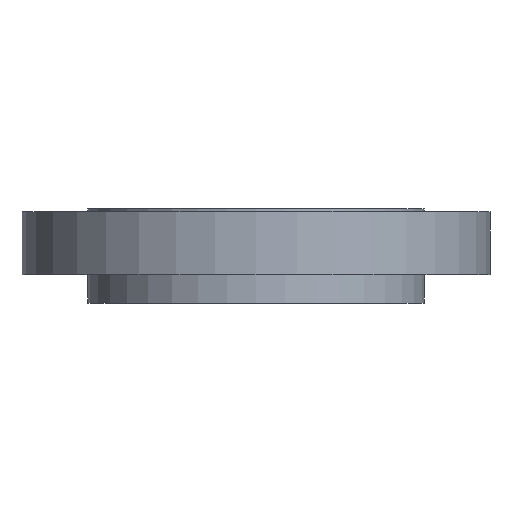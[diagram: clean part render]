
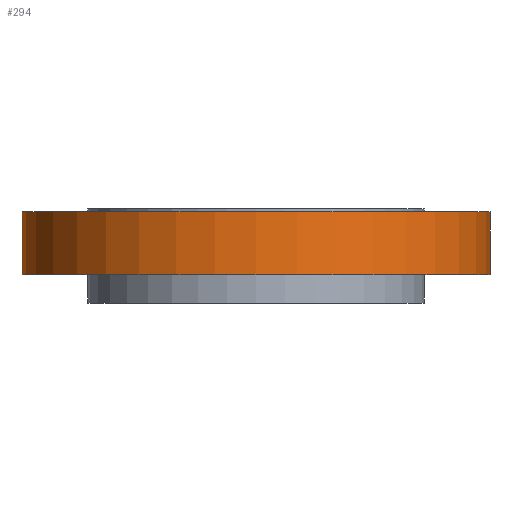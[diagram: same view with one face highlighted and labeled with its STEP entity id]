
A CAD part, front view. The second image highlights one B-rep face of the part: STEP entity #294.
In plain terms, the highlighted cylindrical face has radius 520.7 mm (diameter 1041.4 mm), a partial arc.
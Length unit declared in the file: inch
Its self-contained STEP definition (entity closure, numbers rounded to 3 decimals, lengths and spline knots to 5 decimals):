
#114 = CIRCLE ( 'NONE', #1430, 20.5 ) ;
#151 = VERTEX_POINT ( 'NONE', #1494 ) ;
#205 = DIRECTION ( 'NONE',  ( 1., 0., 0. ) ) ;
#219 = EDGE_CURVE ( 'NONE', #151, #1384, #1104, .T. ) ;
#234 = ORIENTED_EDGE ( 'NONE', *, *, #1552, .T. ) ;
#292 = EDGE_LOOP ( 'NONE', ( #1648, #1231, #234, #448 ) ) ;
#294 = ADVANCED_FACE ( 'NONE', ( #679 ), #367, .T. ) ;
#367 = CYLINDRICAL_SURFACE ( 'NONE', #486, 20.5 ) ;
#402 = CARTESIAN_POINT ( 'NONE',  ( -20.5, 0., -0.25 ) ) ;
#448 = ORIENTED_EDGE ( 'NONE', *, *, #1752, .F. ) ;
#486 = AXIS2_PLACEMENT_3D ( 'NONE', #1253, #1838, #205 ) ;
#534 = DIRECTION ( 'NONE',  ( 1., 0., 0. ) ) ;
#554 = VECTOR ( 'NONE', #1693, 39.37008 ) ;
#668 = CARTESIAN_POINT ( 'NONE',  ( 20.5, 0., -5.75 ) ) ;
#679 = FACE_OUTER_BOUND ( 'NONE', #292, .T. ) ;
#918 = CARTESIAN_POINT ( 'NONE',  ( 20.5, 0., -0.25 ) ) ;
#926 = EDGE_CURVE ( 'NONE', #944, #151, #1125, .T. ) ;
#928 = CARTESIAN_POINT ( 'NONE',  ( -20.5, 0., -63.73276 ) ) ;
#944 = VERTEX_POINT ( 'NONE', #668 ) ;
#966 = DIRECTION ( 'NONE',  ( 0., 0., -1. ) ) ;
#1002 = LINE ( 'NONE', #1603, #1613 ) ;
#1104 = LINE ( 'NONE', #928, #554 ) ;
#1125 = CIRCLE ( 'NONE', #1220, 20.5 ) ;
#1169 = DIRECTION ( 'NONE',  ( 0., 0., 1. ) ) ;
#1197 = VERTEX_POINT ( 'NONE', #918 ) ;
#1204 = DIRECTION ( 'NONE',  ( 0., 0., 1. ) ) ;
#1220 = AXIS2_PLACEMENT_3D ( 'NONE', #1543, #966, #534 ) ;
#1231 = ORIENTED_EDGE ( 'NONE', *, *, #926, .F. ) ;
#1253 = CARTESIAN_POINT ( 'NONE',  ( 0., 0., -63.73276 ) ) ;
#1384 = VERTEX_POINT ( 'NONE', #402 ) ;
#1430 = AXIS2_PLACEMENT_3D ( 'NONE', #1627, #1204, #1777 ) ;
#1494 = CARTESIAN_POINT ( 'NONE',  ( -20.5, 0., -5.75 ) ) ;
#1543 = CARTESIAN_POINT ( 'NONE',  ( 0., 0., -5.75 ) ) ;
#1552 = EDGE_CURVE ( 'NONE', #944, #1197, #1002, .T. ) ;
#1603 = CARTESIAN_POINT ( 'NONE',  ( 20.5, 0., -63.73276 ) ) ;
#1613 = VECTOR ( 'NONE', #1169, 39.37008 ) ;
#1627 = CARTESIAN_POINT ( 'NONE',  ( 0., 0., -0.25 ) ) ;
#1648 = ORIENTED_EDGE ( 'NONE', *, *, #219, .F. ) ;
#1693 = DIRECTION ( 'NONE',  ( 0., 0., 1. ) ) ;
#1752 = EDGE_CURVE ( 'NONE', #1384, #1197, #114, .T. ) ;
#1777 = DIRECTION ( 'NONE',  ( 1., 0., 0. ) ) ;
#1838 = DIRECTION ( 'NONE',  ( 0., 0., 1. ) ) ;
